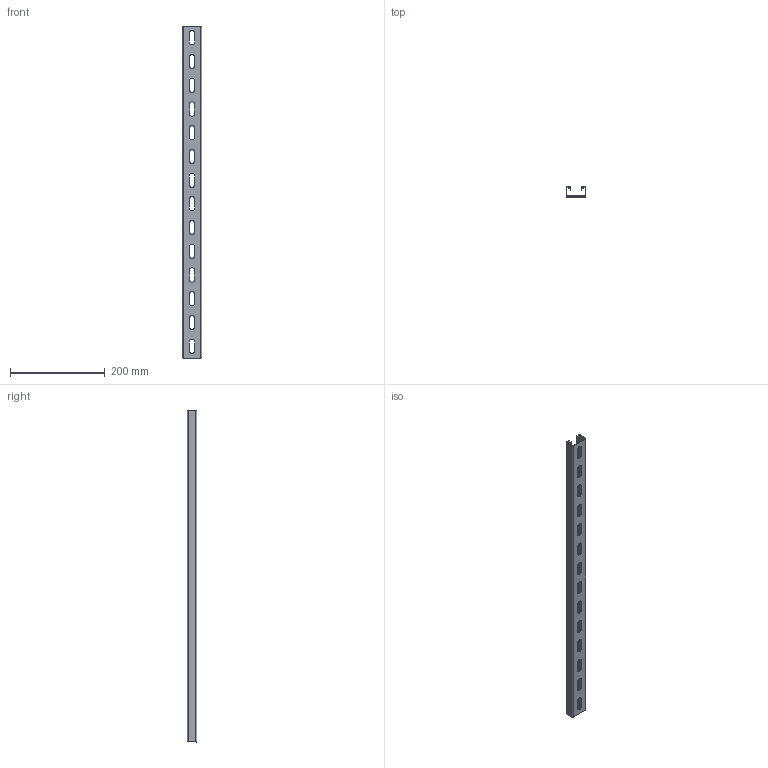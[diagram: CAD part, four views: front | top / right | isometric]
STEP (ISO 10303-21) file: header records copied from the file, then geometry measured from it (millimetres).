
FILE_DESCRIPTION (( 'STEP AP203' ), '1' );
FILE_NAME ('STRUT-镳铘桦黖h21-700.step', '2022-01-25T11:14:44', ( '' ), ( '' ), 'SwSTEP 2.0', 'SolidWorks 2017', '' );
FILE_SCHEMA (( 'CONFIG_CONTROL_DESIGN' ));
Length unit declared in the file: millimetre
Products named in the file (1): STRUT-镳铘桦黖h21-700
Bounding box: 41 x 21 x 700 mm (x, y, z)
Volume: 100072.5 mm3; surface area: 139598.7 mm2
Topology: 1 solids, 1 shells, 1198 faces, 3588 edges, 2392 vertices
Faces by surface type: plane 1164, cylinder 34
Entity records: 39693 total; most frequent: CARTESIAN_POINT 7179, ORIENTED_EDGE 7176, DIRECTION 6054, EDGE_CURVE 3588, VECTOR 3520, LINE 3520, VERTEX_POINT 2392, AXIS2_PLACEMENT_3D 1267
